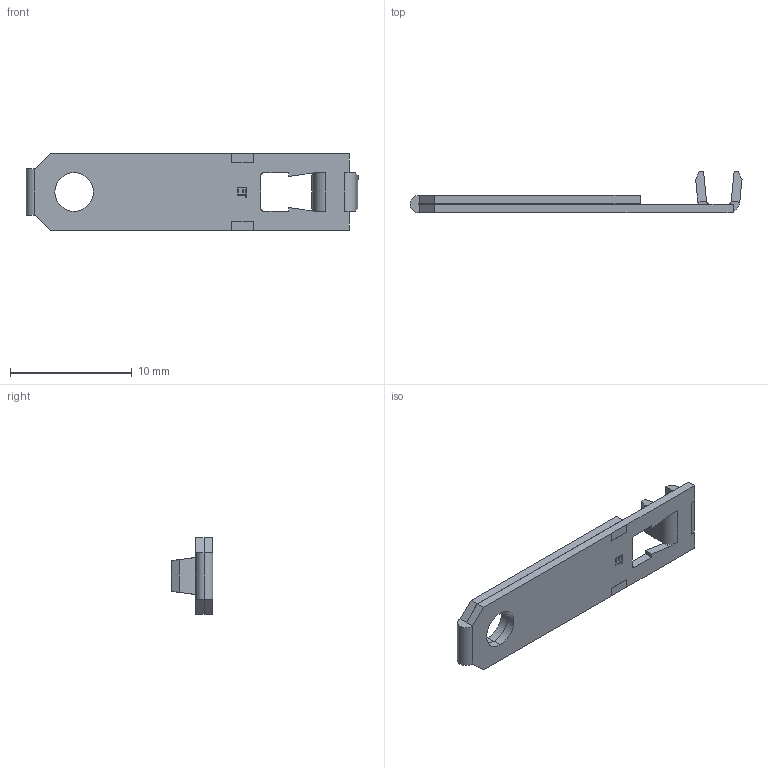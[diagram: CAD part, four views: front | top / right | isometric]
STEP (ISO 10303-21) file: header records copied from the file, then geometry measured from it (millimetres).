
FILE_DESCRIPTION (( 'STEP AP203' ), '1' );
FILE_NAME ('09942.STEP', '2015-02-23T16:45:00', ( '' ), ( '' ), 'SwSTEP 2.0', 'SolidWorks 2014', '' );
FILE_SCHEMA (( 'CONFIG_CONTROL_DESIGN' ));
Length unit declared in the file: inch
Products named in the file (1): 09942
Bounding box: 27.3 x 3.43 x 6.3 mm (x, y, z)
Volume: 187.8 mm3; surface area: 637.2 mm2
Topology: 1 solids, 1 shells, 103 faces, 274 edges, 178 vertices
Faces by surface type: plane 89, cylinder 14
Entity records: 3239 total; most frequent: CARTESIAN_POINT 556, ORIENTED_EDGE 548, DIRECTION 514, EDGE_CURVE 274, VECTOR 242, LINE 242, VERTEX_POINT 178, AXIS2_PLACEMENT_3D 136
